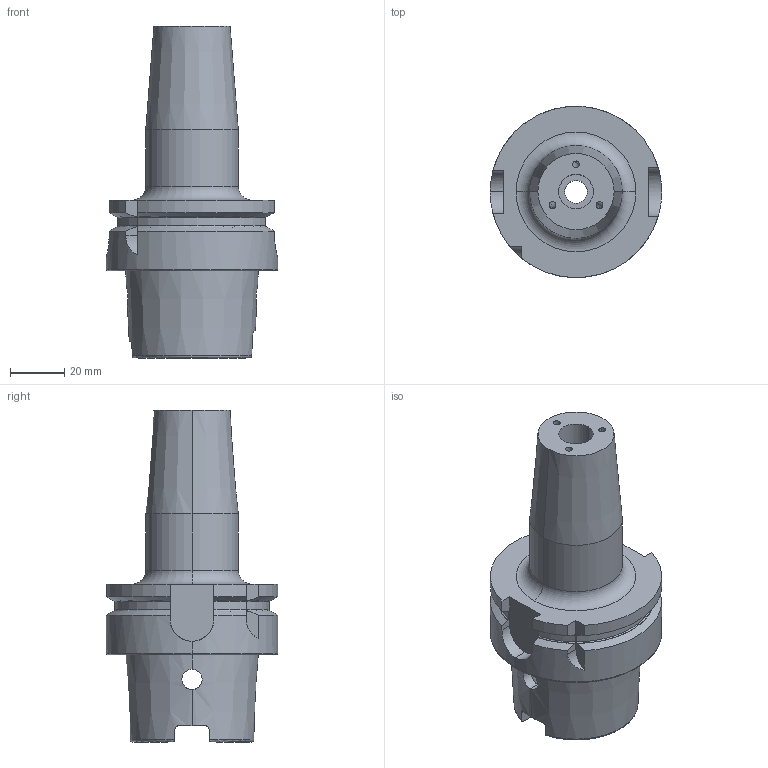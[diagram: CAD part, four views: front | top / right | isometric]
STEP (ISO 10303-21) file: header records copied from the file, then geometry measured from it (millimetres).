
FILE_DESCRIPTION (( 'STEP AP203' ), '1' );
FILE_NAME ('STP-SATE-93119B.STEP', '2018-07-04T07:15:44', ( '' ), ( '' ), 'SwSTEP 2.0', 'SolidWorks 2015', '' );
FILE_SCHEMA (( 'CONFIG_CONTROL_DESIGN' ));
Length unit declared in the file: millimetre
Products named in the file (1): STP-SATE-93119B
Bounding box: 63 x 63 x 122 mm (x, y, z)
Volume: 129423.6 mm3; surface area: 31447.2 mm2
Topology: 1 solids, 1 shells, 116 faces, 312 edges, 199 vertices
Faces by surface type: cylinder 42, plane 32, torus 22, cone 14, bspline 6
Entity records: 4521 total; most frequent: CARTESIAN_POINT 1599, ORIENTED_EDGE 624, DIRECTION 570, EDGE_CURVE 312, AXIS2_PLACEMENT_3D 230, VERTEX_POINT 199, EDGE_LOOP 129, CIRCLE 119
